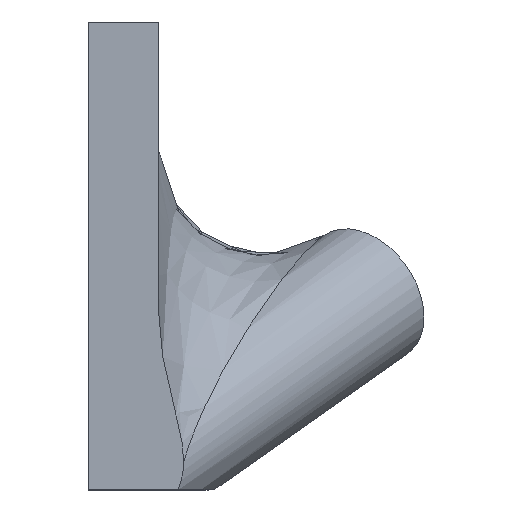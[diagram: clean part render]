
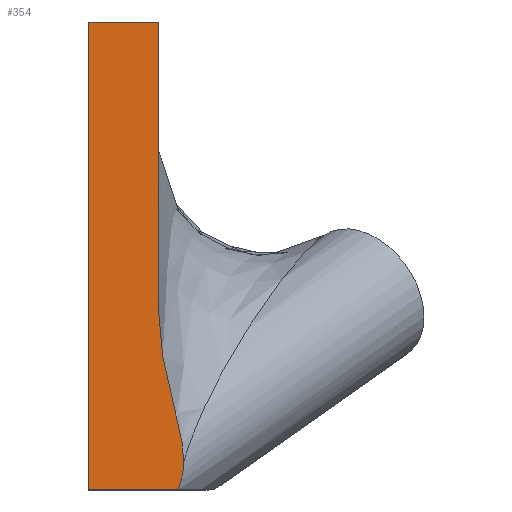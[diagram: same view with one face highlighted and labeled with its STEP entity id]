
A CAD part, front view. The second image highlights one B-rep face of the part: STEP entity #354.
In plain terms, the highlighted planar face has unit normal (0, -1, 0).
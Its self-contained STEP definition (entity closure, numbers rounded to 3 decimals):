
#26=ELLIPSE('',#379,4.502,3.1);
#38=B_SPLINE_CURVE_WITH_KNOTS('',3,(#815,#816,#817,#818,#819,#820),
 .UNSPECIFIED.,.F.,.F.,(4,2,4),(0.,0.179,0.788),
 .UNSPECIFIED.);
#82=FACE_OUTER_BOUND('',#108,.T.);
#108=EDGE_LOOP('',(#307,#308,#309,#310,#311,#312));
#118=LINE('',#526,#136);
#125=LINE('',#1077,#143);
#130=LINE('',#1096,#148);
#131=LINE('',#1097,#149);
#136=VECTOR('',#420,10.);
#143=VECTOR('',#487,10.);
#148=VECTOR('',#510,10.);
#149=VECTOR('',#511,10.);
#152=VERTEX_POINT('',#520);
#154=VERTEX_POINT('',#524);
#163=VERTEX_POINT('',#551);
#164=VERTEX_POINT('',#552);
#172=VERTEX_POINT('',#813);
#182=VERTEX_POINT('',#1095);
#186=EDGE_CURVE('',#152,#154,#118,.T.);
#196=EDGE_CURVE('',#163,#164,#26,.T.);
#208=EDGE_CURVE('',#172,#163,#38,.T.);
#219=EDGE_CURVE('',#154,#164,#125,.T.);
#228=EDGE_CURVE('',#182,#172,#130,.T.);
#229=EDGE_CURVE('',#152,#182,#131,.T.);
#307=ORIENTED_EDGE('',*,*,#186,.T.);
#308=ORIENTED_EDGE('',*,*,#219,.T.);
#309=ORIENTED_EDGE('',*,*,#196,.F.);
#310=ORIENTED_EDGE('',*,*,#208,.F.);
#311=ORIENTED_EDGE('',*,*,#228,.F.);
#312=ORIENTED_EDGE('',*,*,#229,.F.);
#334=PLANE('',#410);
#354=ADVANCED_FACE('',(#82),#334,.T.);
#379=AXIS2_PLACEMENT_3D('',#553,#438,#439);
#410=AXIS2_PLACEMENT_3D('',#1094,#508,#509);
#420=DIRECTION('',(0.,0.,-1.));
#438=DIRECTION('center_axis',(0.,1.,0.));
#439=DIRECTION('ref_axis',(-0.818,0.,-0.575));
#487=DIRECTION('',(1.,0.,0.));
#508=DIRECTION('center_axis',(0.,-1.,0.));
#509=DIRECTION('ref_axis',(0.,0.,-1.));
#510=DIRECTION('',(0.,0.,-1.));
#511=DIRECTION('',(1.,0.,0.));
#520=CARTESIAN_POINT('',(1.,-114.,-40.9));
#524=CARTESIAN_POINT('',(1.,-114.,-60.9));
#526=CARTESIAN_POINT('',(1.,-114.,-45.9));
#551=CARTESIAN_POINT('',(5.092,-114.,-59.671));
#552=CARTESIAN_POINT('',(4.85,-114.,-60.9));
#553=CARTESIAN_POINT('Origin',(1.,-114.,-60.9));
#813=CARTESIAN_POINT('',(4.,-114.,-53.1));
#815=CARTESIAN_POINT('Ctrl Pts',(4.,-114.,-53.1));
#816=CARTESIAN_POINT('Ctrl Pts',(4.,-114.,-53.697));
#817=CARTESIAN_POINT('Ctrl Pts',(4.051,-114.,-54.292));
#818=CARTESIAN_POINT('Ctrl Pts',(4.436,-114.,-56.898));
#819=CARTESIAN_POINT('Ctrl Pts',(5.09,-114.,-58.425));
#820=CARTESIAN_POINT('Ctrl Pts',(5.092,-114.,-59.671));
#1077=CARTESIAN_POINT('',(1.,-114.,-60.9));
#1094=CARTESIAN_POINT('Origin',(1.,-114.,-40.9));
#1095=CARTESIAN_POINT('',(4.,-114.,-40.9));
#1096=CARTESIAN_POINT('',(4.,-114.,-40.9));
#1097=CARTESIAN_POINT('',(1.,-114.,-40.9));
